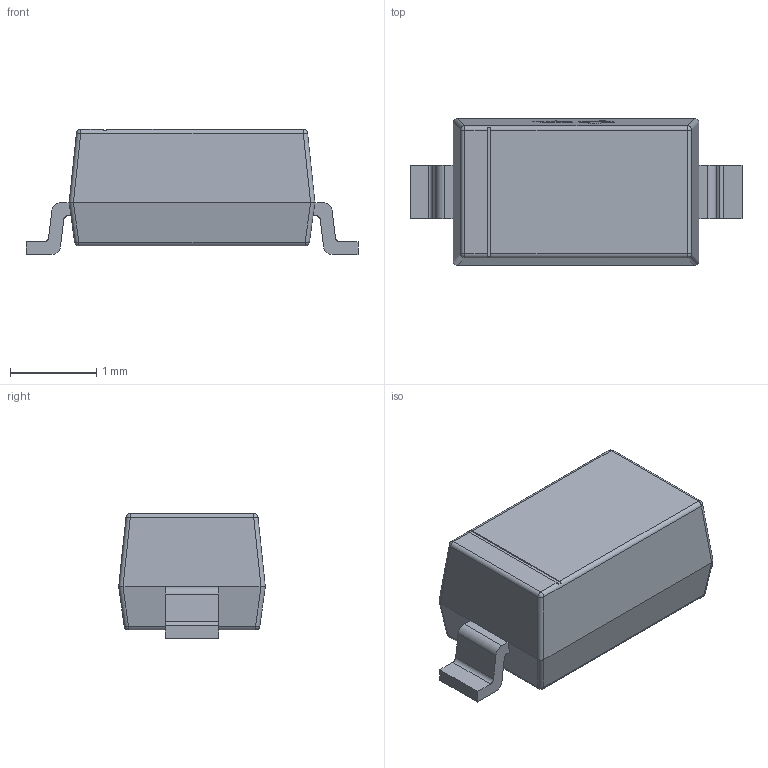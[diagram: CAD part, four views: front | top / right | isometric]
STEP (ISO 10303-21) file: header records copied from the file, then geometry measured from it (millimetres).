
FILE_DESCRIPTION (( 'STEP AP214' ), '1' );
FILE_NAME ('SOD-123_L2.7-W1.6-LS3.7-RD-1.step', '2022-07-29T07:47:03', ( '' ), ( '' ), 'SwSTEP 2.0', 'SolidWorks 2020', '' );
FILE_SCHEMA (( 'AUTOMOTIVE_DESIGN' ));
Length unit declared in the file: millimetre
Products named in the file (1): SOD-123_L2.7-W1.6-LS3.7-RD-1
Bounding box: 3.85 x 1.7 x 1.45 mm (x, y, z)
Volume: 6.2 mm3; surface area: 22.5 mm2
Topology: 1 solids, 1 shells, 288 faces, 773 edges, 506 vertices
Faces by surface type: plane 158, bspline 98, cylinder 24, sphere 8
Entity records: 12631 total; most frequent: CARTESIAN_POINT 2886, ORIENTED_EDGE 1546, DIRECTION 995, EDGE_CURVE 773, VECTOR 525, LINE 525, VERTEX_POINT 506, EDGE_LOOP 307
